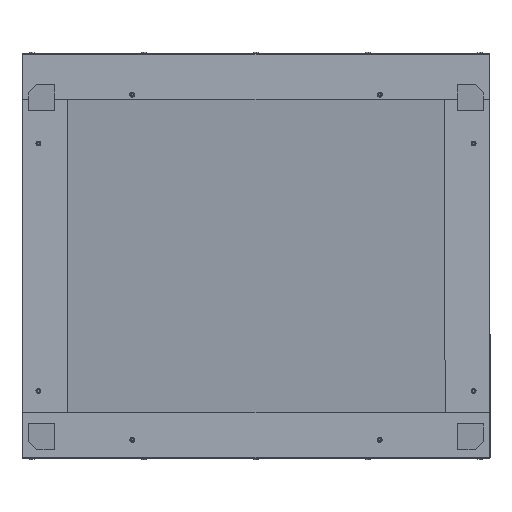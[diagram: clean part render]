
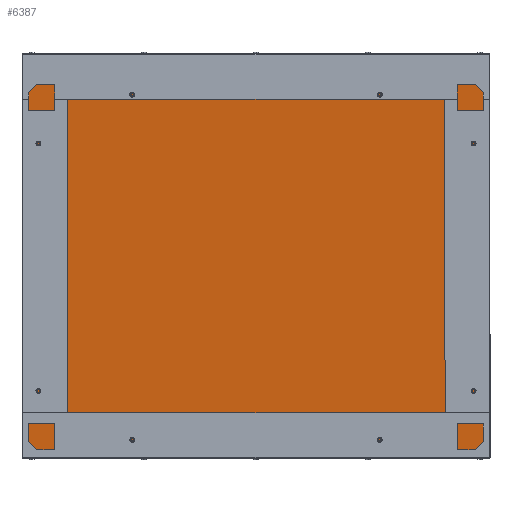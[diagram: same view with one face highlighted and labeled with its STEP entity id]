
A CAD part, front view. The second image highlights one B-rep face of the part: STEP entity #6387.
In plain terms, the highlighted planar face has unit normal (0, -0.994, -0.11).
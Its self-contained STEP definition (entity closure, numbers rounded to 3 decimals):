
#162 = VERTEX_POINT ( 'NONE', #5095 ) ;
#290 = DIRECTION ( 'NONE',  ( 0., 0.11, -0.994 ) ) ;
#834 = EDGE_CURVE ( 'NONE', #6927, #5805, #6481, .T. ) ;
#950 = PLANE ( 'NONE',  #3619 ) ;
#1129 = VECTOR ( 'NONE', #3670, 1000. ) ;
#1147 = DIRECTION ( 'NONE',  ( -1., 0., 0. ) ) ;
#1544 = CARTESIAN_POINT ( 'NONE',  ( 518., 19.204, -1.89 ) ) ;
#1622 = CARTESIAN_POINT ( 'NONE',  ( 518., 118.759, -897.89 ) ) ;
#1697 = ORIENTED_EDGE ( 'NONE', *, *, #5727, .F. ) ;
#1713 = DIRECTION ( 'NONE',  ( 0., -0.11, 0.994 ) ) ;
#2502 = FACE_OUTER_BOUND ( 'NONE', #5879, .T. ) ;
#2691 = VECTOR ( 'NONE', #1147, 1000. ) ;
#3538 = CARTESIAN_POINT ( 'NONE',  ( -518., 118.759, -897.89 ) ) ;
#3619 = AXIS2_PLACEMENT_3D ( 'NONE', #4261, #5385, #290 ) ;
#3670 = DIRECTION ( 'NONE',  ( -1., 0., 0. ) ) ;
#4093 = VECTOR ( 'NONE', #4508, 1000. ) ;
#4143 = EDGE_CURVE ( 'NONE', #162, #6927, #5110, .T. ) ;
#4261 = CARTESIAN_POINT ( 'NONE',  ( 518., 119.006, -900.11 ) ) ;
#4508 = DIRECTION ( 'NONE',  ( 0., -0.11, 0.994 ) ) ;
#4536 = LINE ( 'NONE', #1622, #2691 ) ;
#4761 = ORIENTED_EDGE ( 'NONE', *, *, #834, .T. ) ;
#5075 = CARTESIAN_POINT ( 'NONE',  ( 518., 119.006, -900.11 ) ) ;
#5095 = CARTESIAN_POINT ( 'NONE',  ( 518., 118.759, -897.89 ) ) ;
#5110 = LINE ( 'NONE', #5075, #4093 ) ;
#5205 = ORIENTED_EDGE ( 'NONE', *, *, #4143, .T. ) ;
#5385 = DIRECTION ( 'NONE',  ( 0., -0.994, -0.11 ) ) ;
#5727 = EDGE_CURVE ( 'NONE', #162, #5799, #4536, .T. ) ;
#5799 = VERTEX_POINT ( 'NONE', #3538 ) ;
#5805 = VERTEX_POINT ( 'NONE', #6379 ) ;
#5879 = EDGE_LOOP ( 'NONE', ( #6264, #1697, #5205, #4761 ) ) ;
#5932 = CARTESIAN_POINT ( 'NONE',  ( 518., 19.204, -1.89 ) ) ;
#6264 = ORIENTED_EDGE ( 'NONE', *, *, #6592, .F. ) ;
#6364 = CARTESIAN_POINT ( 'NONE',  ( -518., 119.006, -900.11 ) ) ;
#6379 = CARTESIAN_POINT ( 'NONE',  ( -518., 19.204, -1.89 ) ) ;
#6387 = ADVANCED_FACE ( 'NONE', ( #2502 ), #950, .T. ) ;
#6481 = LINE ( 'NONE', #5932, #1129 ) ;
#6592 = EDGE_CURVE ( 'NONE', #5799, #5805, #6773, .T. ) ;
#6773 = LINE ( 'NONE', #6364, #7265 ) ;
#6927 = VERTEX_POINT ( 'NONE', #1544 ) ;
#7265 = VECTOR ( 'NONE', #1713, 1000. ) ;
